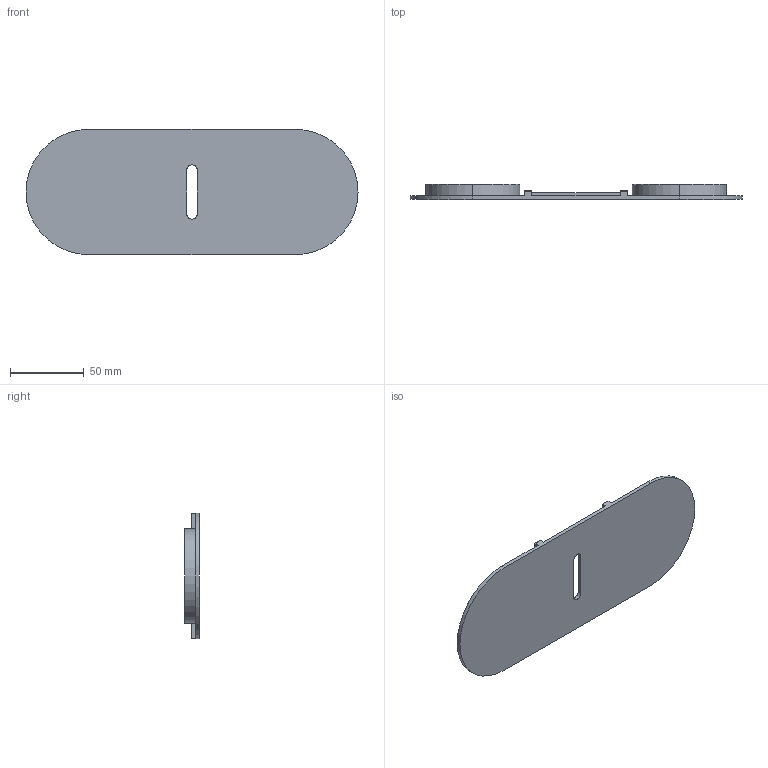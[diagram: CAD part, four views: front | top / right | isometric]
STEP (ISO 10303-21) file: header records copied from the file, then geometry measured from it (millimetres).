
FILE_DESCRIPTION (( 'STEP AP214' ), '1' );
FILE_NAME ('IO-H-1550APC Holder Top STEP.STEP', '2025-03-03T19:43:23', ( '' ), ( '' ), 'SwSTEP 2.0', 'SolidWorks 2023', '' );
FILE_SCHEMA (( 'AUTOMOTIVE_DESIGN' ));
Length unit declared in the file: millimetre
Products named in the file (1): IO-H-1550APC Holder Top STEP
Bounding box: 225 x 10.12 x 85 mm (x, y, z)
Volume: 56906.7 mm3; surface area: 42746.8 mm2
Topology: 1 solids, 1 shells, 75 faces, 183 edges, 114 vertices
Faces by surface type: plane 34, cylinder 33, torus 8
Entity records: 2202 total; most frequent: CARTESIAN_POINT 421, DIRECTION 369, ORIENTED_EDGE 366, EDGE_CURVE 183, AXIS2_PLACEMENT_3D 126, LINE 117, VECTOR 117, VERTEX_POINT 114
